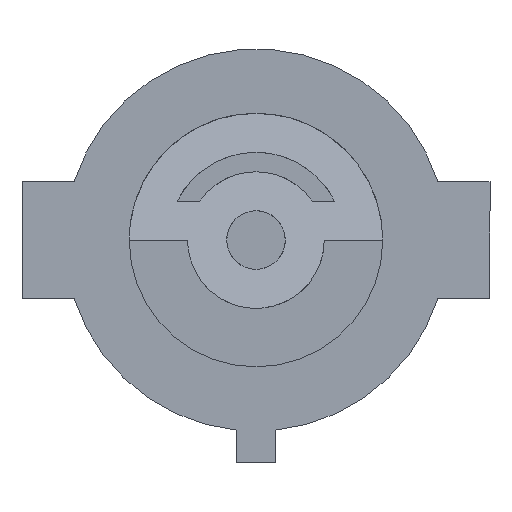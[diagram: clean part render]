
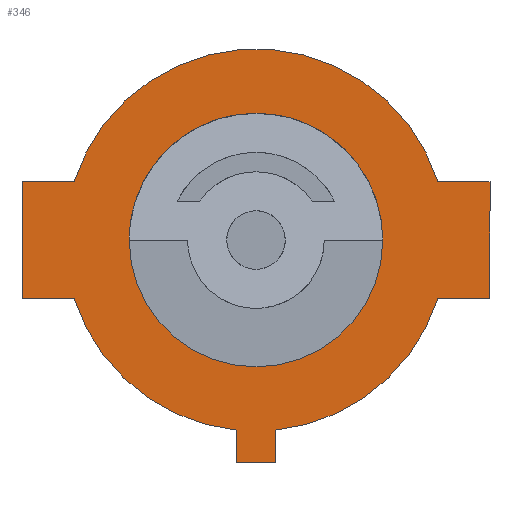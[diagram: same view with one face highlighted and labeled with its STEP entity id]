
A CAD part, front view. The second image highlights one B-rep face of the part: STEP entity #346.
In plain terms, the highlighted planar face has unit normal (0, -1, 0).
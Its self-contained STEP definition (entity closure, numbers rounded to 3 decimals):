
#8 = CARTESIAN_POINT ( 'NONE',  ( 0., 0., 1.5 ) ) ;
#10 = CARTESIAN_POINT ( 'NONE',  ( 0., 0., -1.5 ) ) ;
#11 = CARTESIAN_POINT ( 'NONE',  ( 0., 0., -5.7 ) ) ;
#12 = DIRECTION ( 'NONE',  ( 1., 0., 0. ) ) ;
#13 = DIRECTION ( 'NONE',  ( 0., 0., 1. ) ) ;
#14 = CARTESIAN_POINT ( 'NONE',  ( -0.5, 0., 0. ) ) ;
#15 = CARTESIAN_POINT ( 'NONE',  ( 0., 0., 0. ) ) ;
#17 = CARTESIAN_POINT ( 'NONE',  ( 0., 0., 1.5 ) ) ;
#18 = DIRECTION ( 'NONE',  ( 1., 0., 0. ) ) ;
#19 = CARTESIAN_POINT ( 'NONE',  ( 0., 0., 0. ) ) ;
#20 = DIRECTION ( 'NONE',  ( 0., 0., 1. ) ) ;
#22 = DIRECTION ( 'NONE',  ( 0., 0., 1. ) ) ;
#24 = DIRECTION ( 'NONE',  ( 0., 0., 1. ) ) ;
#26 = DIRECTION ( 'NONE',  ( 0., 0., -1. ) ) ;
#29 = DIRECTION ( 'NONE',  ( 0., 0., 1. ) ) ;
#38 = DIRECTION ( 'NONE',  ( 1., 0., 0. ) ) ;
#40 = DIRECTION ( 'NONE',  ( 0., 0., -1. ) ) ;
#41 = DIRECTION ( 'NONE',  ( 0., -1., 0. ) ) ;
#42 = DIRECTION ( 'NONE',  ( 0., 0., 1. ) ) ;
#45 = CARTESIAN_POINT ( 'NONE',  ( 0., 0., 0. ) ) ;
#50 = CARTESIAN_POINT ( 'NONE',  ( 0., 0., -1.5 ) ) ;
#55 = CARTESIAN_POINT ( 'NONE',  ( 0., 0., 0. ) ) ;
#56 = DIRECTION ( 'NONE',  ( 0., 1., 0. ) ) ;
#58 = CARTESIAN_POINT ( 'NONE',  ( 0., 0., 0. ) ) ;
#59 = DIRECTION ( 'NONE',  ( 1., 0., 0. ) ) ;
#60 = DIRECTION ( 'NONE',  ( 0., 1., 0. ) ) ;
#61 = DIRECTION ( 'NONE',  ( 0., 1., 0. ) ) ;
#63 = DIRECTION ( 'NONE',  ( 0., 0., -1. ) ) ;
#64 = CARTESIAN_POINT ( 'NONE',  ( -6., 0., 0. ) ) ;
#65 = DIRECTION ( 'NONE',  ( 0., 0., -1. ) ) ;
#66 = CARTESIAN_POINT ( 'NONE',  ( 0., 0., 0. ) ) ;
#68 = DIRECTION ( 'NONE',  ( 0., 1., 0. ) ) ;
#69 = DIRECTION ( 'NONE',  ( -1., 0., 0. ) ) ;
#70 = CARTESIAN_POINT ( 'NONE',  ( 6., 0., 0. ) ) ;
#71 = CARTESIAN_POINT ( 'NONE',  ( 0.5, 0., 0. ) ) ;
#73 = DIRECTION ( 'NONE',  ( 0., 1., 0. ) ) ;
#135 = EDGE_CURVE ( 'NONE', #399, #402, #1209, .T. ) ;
#136 = EDGE_CURVE ( 'NONE', #396, #399, #1216, .T. ) ;
#137 = EDGE_CURVE ( 'NONE', #404, #396, #1215, .T. ) ;
#138 = EDGE_CURVE ( 'NONE', #394, #404, #1217, .T. ) ;
#139 = EDGE_CURVE ( 'NONE', #394, #474, #1219, .T. ) ;
#140 = EDGE_CURVE ( 'NONE', #406, #474, #1224, .T. ) ;
#141 = EDGE_CURVE ( 'NONE', #406, #470, #1223, .T. ) ;
#142 = EDGE_CURVE ( 'NONE', #1286, #470, #1225, .T. ) ;
#143 = EDGE_CURVE ( 'NONE', #403, #1286, #1227, .T. ) ;
#144 = EDGE_CURVE ( 'NONE', #472, #403, #1229, .T. ) ;
#145 = EDGE_CURVE ( 'NONE', #472, #720, #1231, .T. ) ;
#146 = EDGE_CURVE ( 'NONE', #720, #402, #1232, .T. ) ;
#147 = EDGE_CURVE ( 'NONE', #1163, #725, #1234, .T. ) ;
#148 = EDGE_CURVE ( 'NONE', #1163, #545, #1236, .T. ) ;
#149 = EDGE_CURVE ( 'NONE', #545, #725, #1221, .T. ) ;
#320 = ORIENTED_EDGE ( 'NONE', *, *, #135, .F. ) ;
#321 = ORIENTED_EDGE ( 'NONE', *, *, #136, .F. ) ;
#322 = ORIENTED_EDGE ( 'NONE', *, *, #137, .F. ) ;
#323 = ORIENTED_EDGE ( 'NONE', *, *, #138, .F. ) ;
#324 = ORIENTED_EDGE ( 'NONE', *, *, #139, .T. ) ;
#325 = ORIENTED_EDGE ( 'NONE', *, *, #140, .F. ) ;
#326 = ORIENTED_EDGE ( 'NONE', *, *, #141, .T. ) ;
#327 = ORIENTED_EDGE ( 'NONE', *, *, #142, .F. ) ;
#328 = ORIENTED_EDGE ( 'NONE', *, *, #143, .F. ) ;
#329 = ORIENTED_EDGE ( 'NONE', *, *, #144, .F. ) ;
#330 = ORIENTED_EDGE ( 'NONE', *, *, #145, .T. ) ;
#331 = ORIENTED_EDGE ( 'NONE', *, *, #146, .T. ) ;
#332 = ORIENTED_EDGE ( 'NONE', *, *, #147, .F. ) ;
#346 = ADVANCED_FACE ( 'NONE', ( #678, #682 ), #1028, .F. ) ;
#394 = VERTEX_POINT ( 'NONE', #1146 ) ;
#396 = VERTEX_POINT ( 'NONE', #1148 ) ;
#399 = VERTEX_POINT ( 'NONE', #1151 ) ;
#402 = VERTEX_POINT ( 'NONE', #1154 ) ;
#403 = VERTEX_POINT ( 'NONE', #1155 ) ;
#404 = VERTEX_POINT ( 'NONE', #1156 ) ;
#406 = VERTEX_POINT ( 'NONE', #1158 ) ;
#409 = CARTESIAN_POINT ( 'NONE',  ( -0.5, 0., -5.7 ) ) ;
#411 = CARTESIAN_POINT ( 'NONE',  ( 4.665, 0., -1.5 ) ) ;
#413 = CARTESIAN_POINT ( 'NONE',  ( -4.665, 0., -1.5 ) ) ;
#423 = CARTESIAN_POINT ( 'NONE',  ( 0., 0., 3.25 ) ) ;
#426 = CARTESIAN_POINT ( 'NONE',  ( 6., 0., -1.5 ) ) ;
#429 = CARTESIAN_POINT ( 'NONE',  ( 3.25, 0., 0. ) ) ;
#441 = CARTESIAN_POINT ( 'NONE',  ( -3.25, 0., 0. ) ) ;
#446 = CARTESIAN_POINT ( 'NONE',  ( 0.5, 0., -5.7 ) ) ;
#465 = EDGE_LOOP ( 'NONE', ( #332, #727, #728 ) ) ;
#470 = VERTEX_POINT ( 'NONE', #409 ) ;
#472 = VERTEX_POINT ( 'NONE', #411 ) ;
#474 = VERTEX_POINT ( 'NONE', #413 ) ;
#545 = VERTEX_POINT ( 'NONE', #423 ) ;
#678 = FACE_OUTER_BOUND ( 'NONE', #905, .T. ) ;
#682 = FACE_BOUND ( 'NONE', #465, .T. ) ;
#720 = VERTEX_POINT ( 'NONE', #426 ) ;
#725 = VERTEX_POINT ( 'NONE', #429 ) ;
#727 = ORIENTED_EDGE ( 'NONE', *, *, #148, .T. ) ;
#728 = ORIENTED_EDGE ( 'NONE', *, *, #149, .T. ) ;
#774 = AXIS2_PLACEMENT_3D ( 'NONE', #55, #60, #29 ) ;
#775 = AXIS2_PLACEMENT_3D ( 'NONE', #58, #73, #42 ) ;
#776 = AXIS2_PLACEMENT_3D ( 'NONE', #45, #61, #20 ) ;
#777 = AXIS2_PLACEMENT_3D ( 'NONE', #19, #41, #24 ) ;
#778 = AXIS2_PLACEMENT_3D ( 'NONE', #66, #68, #26 ) ;
#779 = AXIS2_PLACEMENT_3D ( 'NONE', #15, #56, #63 ) ;
#808 = AXIS2_PLACEMENT_3D ( 'NONE', #1026, #1025, #1030 ) ;
#905 = EDGE_LOOP ( 'NONE', ( #320, #321, #322, #323, #324, #325, #326, #327, #328, #329, #330, #331 ) ) ;
#1025 = DIRECTION ( 'NONE',  ( 0., 1., 0. ) ) ;
#1026 = CARTESIAN_POINT ( 'NONE',  ( 0., 0., 0. ) ) ;
#1028 = PLANE ( 'NONE',  #808 ) ;
#1030 = DIRECTION ( 'NONE',  ( 0., 0., 1. ) ) ;
#1146 = CARTESIAN_POINT ( 'NONE',  ( -6., 0., -1.5 ) ) ;
#1148 = CARTESIAN_POINT ( 'NONE',  ( -4.665, 0., 1.5 ) ) ;
#1151 = CARTESIAN_POINT ( 'NONE',  ( 4.665, 0., 1.5 ) ) ;
#1154 = CARTESIAN_POINT ( 'NONE',  ( 6., 0., 1.5 ) ) ;
#1155 = CARTESIAN_POINT ( 'NONE',  ( 0.5, 0., -4.874 ) ) ;
#1156 = CARTESIAN_POINT ( 'NONE',  ( -6., 0., 1.5 ) ) ;
#1158 = CARTESIAN_POINT ( 'NONE',  ( -0.5, 0., -4.874 ) ) ;
#1163 = VERTEX_POINT ( 'NONE', #441 ) ;
#1209 = LINE ( 'NONE', #17, #1214 ) ;
#1214 = VECTOR ( 'NONE', #18, 1000. ) ;
#1215 = LINE ( 'NONE', #8, #1218 ) ;
#1216 = CIRCLE ( 'NONE', #774, 4.9 ) ;
#1217 = LINE ( 'NONE', #64, #1220 ) ;
#1218 = VECTOR ( 'NONE', #12, 1000. ) ;
#1219 = LINE ( 'NONE', #50, #1222 ) ;
#1220 = VECTOR ( 'NONE', #13, 1000. ) ;
#1221 = CIRCLE ( 'NONE', #779, 3.25 ) ;
#1222 = VECTOR ( 'NONE', #38, 1000. ) ;
#1223 = LINE ( 'NONE', #14, #1226 ) ;
#1224 = CIRCLE ( 'NONE', #775, 4.9 ) ;
#1225 = LINE ( 'NONE', #11, #1228 ) ;
#1226 = VECTOR ( 'NONE', #40, 1000. ) ;
#1227 = LINE ( 'NONE', #71, #1230 ) ;
#1228 = VECTOR ( 'NONE', #69, 1000. ) ;
#1229 = CIRCLE ( 'NONE', #776, 4.9 ) ;
#1230 = VECTOR ( 'NONE', #65, 1000. ) ;
#1231 = LINE ( 'NONE', #10, #1233 ) ;
#1232 = LINE ( 'NONE', #70, #1235 ) ;
#1233 = VECTOR ( 'NONE', #59, 1000. ) ;
#1234 = CIRCLE ( 'NONE', #777, 3.25 ) ;
#1235 = VECTOR ( 'NONE', #22, 1000. ) ;
#1236 = CIRCLE ( 'NONE', #778, 3.25 ) ;
#1286 = VERTEX_POINT ( 'NONE', #446 ) ;
